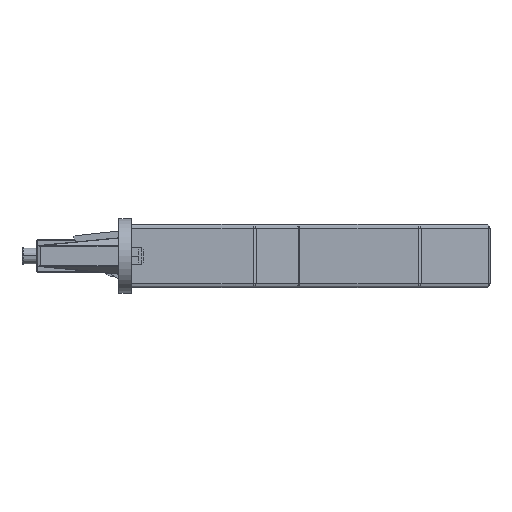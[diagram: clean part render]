
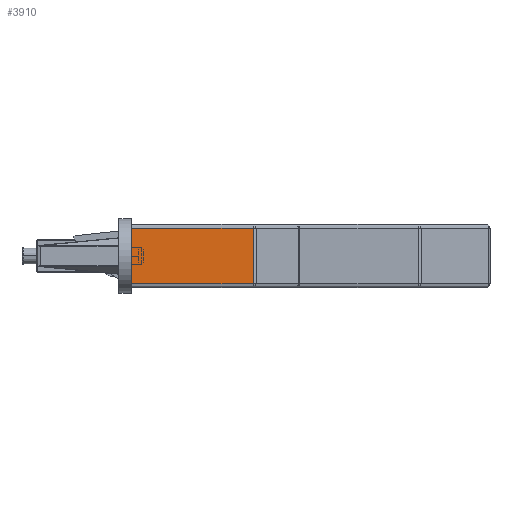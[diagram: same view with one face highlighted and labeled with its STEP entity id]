
A CAD part, front view. The second image highlights one B-rep face of the part: STEP entity #3910.
In plain terms, the highlighted planar face has unit normal (0, -1, 0).
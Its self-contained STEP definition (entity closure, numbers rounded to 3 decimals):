
#294 = DIRECTION ( 'NONE',  ( 0., 0., -1. ) ) ;
#371 = VERTEX_POINT ( 'NONE', #8777 ) ;
#752 = CARTESIAN_POINT ( 'NONE',  ( -13.5, -33.75, 12.25 ) ) ;
#1310 = VECTOR ( 'NONE', #3500, 1000. ) ;
#3500 = DIRECTION ( 'NONE',  ( -1., 0., 0. ) ) ;
#3910 = ADVANCED_FACE ( 'NONE', ( #8390 ), #17088, .F. ) ;
#4443 = VERTEX_POINT ( 'NONE', #16003 ) ;
#5339 = AXIS2_PLACEMENT_3D ( 'NONE', #15344, #22428, #13613 ) ;
#7308 = CARTESIAN_POINT ( 'NONE',  ( 27.3, -33.75, 11.25 ) ) ;
#7780 = EDGE_LOOP ( 'NONE', ( #13938, #16279, #18539, #10462 ) ) ;
#8318 = EDGE_CURVE ( 'NONE', #4443, #20793, #12961, .T. ) ;
#8390 = FACE_OUTER_BOUND ( 'NONE', #7780, .T. ) ;
#8777 = CARTESIAN_POINT ( 'NONE',  ( 16.086, -33.75, 11.25 ) ) ;
#9454 = CARTESIAN_POINT ( 'NONE',  ( 16.086, -33.75, 12.25 ) ) ;
#10462 = ORIENTED_EDGE ( 'NONE', *, *, #8318, .T. ) ;
#11287 = LINE ( 'NONE', #752, #12652 ) ;
#11332 = DIRECTION ( 'NONE',  ( 1., 0., 0. ) ) ;
#11450 = EDGE_CURVE ( 'NONE', #20793, #371, #13514, .T. ) ;
#11769 = VERTEX_POINT ( 'NONE', #19867 ) ;
#12082 = CARTESIAN_POINT ( 'NONE',  ( 16.086, -33.75, -2.25 ) ) ;
#12512 = LINE ( 'NONE', #7308, #1310 ) ;
#12652 = VECTOR ( 'NONE', #294, 1000. ) ;
#12961 = LINE ( 'NONE', #20478, #18663 ) ;
#13514 = LINE ( 'NONE', #9454, #22553 ) ;
#13613 = DIRECTION ( 'NONE',  ( -1., 0., 0. ) ) ;
#13838 = EDGE_CURVE ( 'NONE', #11769, #4443, #11287, .T. ) ;
#13938 = ORIENTED_EDGE ( 'NONE', *, *, #11450, .T. ) ;
#15344 = CARTESIAN_POINT ( 'NONE',  ( 27.3, -33.75, 12.25 ) ) ;
#16003 = CARTESIAN_POINT ( 'NONE',  ( -13.5, -33.75, -2.25 ) ) ;
#16279 = ORIENTED_EDGE ( 'NONE', *, *, #16874, .T. ) ;
#16874 = EDGE_CURVE ( 'NONE', #371, #11769, #12512, .T. ) ;
#17088 = PLANE ( 'NONE',  #5339 ) ;
#18539 = ORIENTED_EDGE ( 'NONE', *, *, #13838, .T. ) ;
#18663 = VECTOR ( 'NONE', #11332, 1000. ) ;
#19867 = CARTESIAN_POINT ( 'NONE',  ( -13.5, -33.75, 11.25 ) ) ;
#20478 = CARTESIAN_POINT ( 'NONE',  ( 27.3, -33.75, -2.25 ) ) ;
#20576 = DIRECTION ( 'NONE',  ( 0., 0., 1. ) ) ;
#20793 = VERTEX_POINT ( 'NONE', #12082 ) ;
#22428 = DIRECTION ( 'NONE',  ( 0., 1., 0. ) ) ;
#22553 = VECTOR ( 'NONE', #20576, 1000. ) ;
